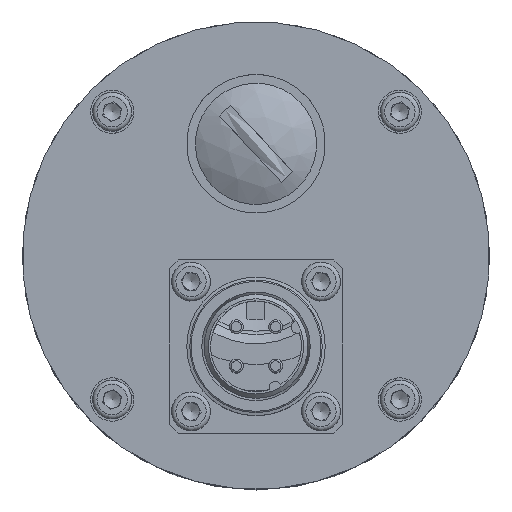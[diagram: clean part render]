
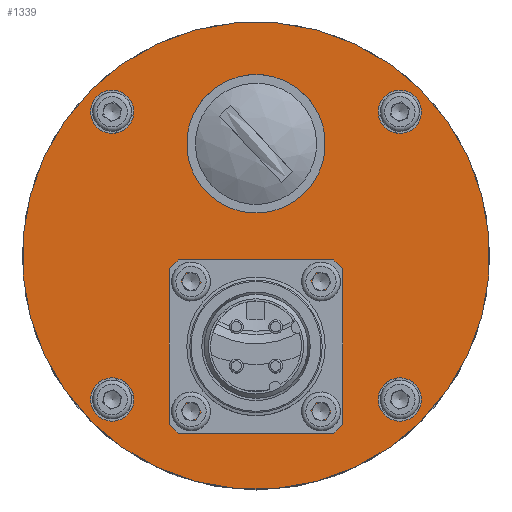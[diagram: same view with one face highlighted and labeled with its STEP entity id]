
A CAD part, top view. The second image highlights one B-rep face of the part: STEP entity #1339.
In plain terms, the highlighted planar face has unit normal (0, 0, 1).
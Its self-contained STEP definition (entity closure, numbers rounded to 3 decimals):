
#26 = ORIENTED_EDGE ( 'NONE', *, *, #67, .F. ) ;
#37 = DIRECTION ( 'NONE',  ( 0., 0., 1. ) ) ;
#41 = CARTESIAN_POINT ( 'NONE',  ( -6.775, -3.725, 23. ) ) ;
#55 = EDGE_LOOP ( 'NONE', ( #816 ) ) ;
#67 = EDGE_CURVE ( 'NONE', #2248, #2248, #4563, .T. ) ;
#135 = ORIENTED_EDGE ( 'NONE', *, *, #4430, .F. ) ;
#214 = EDGE_LOOP ( 'NONE', ( #773 ) ) ;
#216 = DIRECTION ( 'NONE',  ( 0.707, -0.707, 0. ) ) ;
#239 = ORIENTED_EDGE ( 'NONE', *, *, #2982, .F. ) ;
#244 = CARTESIAN_POINT ( 'NONE',  ( 0., 0., 23. ) ) ;
#278 = VERTEX_POINT ( 'NONE', #429 ) ;
#290 = ORIENTED_EDGE ( 'NONE', *, *, #589, .F. ) ;
#416 = CIRCLE ( 'NONE', #626, 2.5 ) ;
#421 = CARTESIAN_POINT ( 'NONE',  ( 19.092, 19.092, 23. ) ) ;
#429 = CARTESIAN_POINT ( 'NONE',  ( 19.092, -19.092, 23. ) ) ;
#464 = DIRECTION ( 'NONE',  ( 0., 0., -1. ) ) ;
#470 = ORIENTED_EDGE ( 'NONE', *, *, #2108, .F. ) ;
#486 = DIRECTION ( 'NONE',  ( -0.707, 0.707, 0. ) ) ;
#520 = CARTESIAN_POINT ( 'NONE',  ( -16.617, -16.617, 23. ) ) ;
#531 = ORIENTED_EDGE ( 'NONE', *, *, #2502, .F. ) ;
#589 = EDGE_CURVE ( 'NONE', #1853, #1853, #3970, .T. ) ;
#608 = DIRECTION ( 'NONE',  ( 0.707, -0.707, 0. ) ) ;
#613 = CARTESIAN_POINT ( 'NONE',  ( 5.657, 7.263, 23. ) ) ;
#621 = AXIS2_PLACEMENT_3D ( 'NONE', #4512, #2076, #2417 ) ;
#626 = AXIS2_PLACEMENT_3D ( 'NONE', #3091, #1013, #3441 ) ;
#637 = ORIENTED_EDGE ( 'NONE', *, *, #2579, .F. ) ;
#650 = CIRCLE ( 'NONE', #1300, 1.025 ) ;
#676 = CARTESIAN_POINT ( 'NONE',  ( -7.5, -3., 23. ) ) ;
#711 = ORIENTED_EDGE ( 'NONE', *, *, #2440, .F. ) ;
#773 = ORIENTED_EDGE ( 'NONE', *, *, #2295, .F. ) ;
#816 = ORIENTED_EDGE ( 'NONE', *, *, #1211, .F. ) ;
#882 = DIRECTION ( 'NONE',  ( 0.707, -0.707, 0. ) ) ;
#964 = VERTEX_POINT ( 'NONE', #4259 ) ;
#1003 = CARTESIAN_POINT ( 'NONE',  ( 5.374, -15.874, 23. ) ) ;
#1013 = DIRECTION ( 'NONE',  ( 0., 0., 1. ) ) ;
#1027 = DIRECTION ( 'NONE',  ( 0.707, -0.707, 0. ) ) ;
#1211 = EDGE_CURVE ( 'NONE', #2557, #2557, #4535, .T. ) ;
#1288 = AXIS2_PLACEMENT_3D ( 'NONE', #2047, #4490, #2392 ) ;
#1300 = AXIS2_PLACEMENT_3D ( 'NONE', #3921, #1839, #4287 ) ;
#1339 = ADVANCED_FACE ( 'NONE', ( #3589, #1427, #3534, #3479, #3409, #3407, #3356, #3305, #3303, #3260, #3253 ), #2254, .F. ) ;
#1385 = DIRECTION ( 'NONE',  ( 0., 0., 1. ) ) ;
#1424 = AXIS2_PLACEMENT_3D ( 'NONE', #520, #2961, #882 ) ;
#1427 = FACE_BOUND ( 'NONE', #214, .T. ) ;
#1490 = CIRCLE ( 'NONE', #1855, 2.5 ) ;
#1534 = EDGE_LOOP ( 'NONE', ( #290 ) ) ;
#1637 = EDGE_LOOP ( 'NONE', ( #470 ) ) ;
#1638 = AXIS2_PLACEMENT_3D ( 'NONE', #2784, #3032, #3061 ) ;
#1705 = CARTESIAN_POINT ( 'NONE',  ( 18.385, -18.385, 23. ) ) ;
#1805 = EDGE_LOOP ( 'NONE', ( #4543 ) ) ;
#1817 = CARTESIAN_POINT ( 'NONE',  ( 8.225, -18.725, 23. ) ) ;
#1839 = DIRECTION ( 'NONE',  ( 0., 0., 1. ) ) ;
#1853 = VERTEX_POINT ( 'NONE', #1705 ) ;
#1855 = AXIS2_PLACEMENT_3D ( 'NONE', #3449, #1385, #3820 ) ;
#1878 = CARTESIAN_POINT ( 'NONE',  ( -14.849, -18.385, 23. ) ) ;
#1912 = VERTEX_POINT ( 'NONE', #1817 ) ;
#1969 = EDGE_LOOP ( 'NONE', ( #531 ) ) ;
#1992 = AXIS2_PLACEMENT_3D ( 'NONE', #676, #3103, #1027 ) ;
#2020 = VERTEX_POINT ( 'NONE', #3182 ) ;
#2047 = CARTESIAN_POINT ( 'NONE',  ( -7.5, -18., 23. ) ) ;
#2076 = DIRECTION ( 'NONE',  ( 0., 0., 1. ) ) ;
#2108 = EDGE_CURVE ( 'NONE', #3975, #3975, #1490, .T. ) ;
#2196 = CIRCLE ( 'NONE', #1424, 2.5 ) ;
#2248 = VERTEX_POINT ( 'NONE', #613 ) ;
#2254 = PLANE ( 'NONE',  #2976 ) ;
#2295 = EDGE_CURVE ( 'NONE', #2020, #2020, #650, .T. ) ;
#2352 = DIRECTION ( 'NONE',  ( 0., 0., 1. ) ) ;
#2392 = DIRECTION ( 'NONE',  ( 0.707, -0.707, 0. ) ) ;
#2399 = EDGE_LOOP ( 'NONE', ( #637 ) ) ;
#2417 = DIRECTION ( 'NONE',  ( 0.707, -0.707, 0. ) ) ;
#2440 = EDGE_CURVE ( 'NONE', #1912, #1912, #4441, .T. ) ;
#2463 = EDGE_LOOP ( 'NONE', ( #711 ) ) ;
#2501 = VERTEX_POINT ( 'NONE', #4278 ) ;
#2502 = EDGE_CURVE ( 'NONE', #964, #964, #3221, .T. ) ;
#2557 = VERTEX_POINT ( 'NONE', #1003 ) ;
#2575 = CIRCLE ( 'NONE', #1992, 1.025 ) ;
#2579 = EDGE_CURVE ( 'NONE', #3640, #3640, #2575, .T. ) ;
#2703 = DIRECTION ( 'NONE',  ( 0., 0., 1. ) ) ;
#2784 = CARTESIAN_POINT ( 'NONE',  ( 16.617, -16.617, 23. ) ) ;
#2859 = CIRCLE ( 'NONE', #3806, 27. ) ;
#2961 = DIRECTION ( 'NONE',  ( 0., 0., 1. ) ) ;
#2976 = AXIS2_PLACEMENT_3D ( 'NONE', #421, #464, #486 ) ;
#2982 = EDGE_CURVE ( 'NONE', #2501, #2501, #416, .T. ) ;
#3032 = DIRECTION ( 'NONE',  ( 0., 0., 1. ) ) ;
#3061 = DIRECTION ( 'NONE',  ( 0.707, -0.707, 0. ) ) ;
#3091 = CARTESIAN_POINT ( 'NONE',  ( -16.617, 16.617, 23. ) ) ;
#3103 = DIRECTION ( 'NONE',  ( 0., 0., 1. ) ) ;
#3182 = CARTESIAN_POINT ( 'NONE',  ( 8.225, -3.725, 23. ) ) ;
#3221 = CIRCLE ( 'NONE', #1288, 1.025 ) ;
#3227 = AXIS2_PLACEMENT_3D ( 'NONE', #4439, #2352, #216 ) ;
#3253 = FACE_OUTER_BOUND ( 'NONE', #1805, .T. ) ;
#3260 = FACE_BOUND ( 'NONE', #3699, .T. ) ;
#3281 = DIRECTION ( 'NONE',  ( 0.707, -0.707, 0. ) ) ;
#3303 = FACE_BOUND ( 'NONE', #3819, .T. ) ;
#3305 = FACE_BOUND ( 'NONE', #4325, .T. ) ;
#3356 = FACE_BOUND ( 'NONE', #1534, .T. ) ;
#3407 = FACE_BOUND ( 'NONE', #1637, .T. ) ;
#3409 = FACE_BOUND ( 'NONE', #1969, .T. ) ;
#3441 = DIRECTION ( 'NONE',  ( 0.707, -0.707, 0. ) ) ;
#3449 = CARTESIAN_POINT ( 'NONE',  ( 16.617, 16.617, 23. ) ) ;
#3467 = VERTEX_POINT ( 'NONE', #1878 ) ;
#3479 = FACE_BOUND ( 'NONE', #2399, .T. ) ;
#3534 = FACE_BOUND ( 'NONE', #2463, .T. ) ;
#3589 = FACE_BOUND ( 'NONE', #55, .T. ) ;
#3640 = VERTEX_POINT ( 'NONE', #41 ) ;
#3699 = EDGE_LOOP ( 'NONE', ( #26 ) ) ;
#3726 = EDGE_CURVE ( 'NONE', #278, #278, #2859, .T. ) ;
#3784 = AXIS2_PLACEMENT_3D ( 'NONE', #4514, #37, #3281 ) ;
#3806 = AXIS2_PLACEMENT_3D ( 'NONE', #244, #2703, #608 ) ;
#3819 = EDGE_LOOP ( 'NONE', ( #135 ) ) ;
#3820 = DIRECTION ( 'NONE',  ( 0.707, -0.707, 0. ) ) ;
#3921 = CARTESIAN_POINT ( 'NONE',  ( 7.5, -3., 23. ) ) ;
#3970 = CIRCLE ( 'NONE', #1638, 2.5 ) ;
#3975 = VERTEX_POINT ( 'NONE', #4176 ) ;
#4176 = CARTESIAN_POINT ( 'NONE',  ( 18.385, 14.849, 23. ) ) ;
#4259 = CARTESIAN_POINT ( 'NONE',  ( -6.775, -18.725, 23. ) ) ;
#4278 = CARTESIAN_POINT ( 'NONE',  ( -14.849, 14.849, 23. ) ) ;
#4287 = DIRECTION ( 'NONE',  ( 0.707, -0.707, 0. ) ) ;
#4325 = EDGE_LOOP ( 'NONE', ( #239 ) ) ;
#4430 = EDGE_CURVE ( 'NONE', #3467, #3467, #2196, .T. ) ;
#4439 = CARTESIAN_POINT ( 'NONE',  ( 7.5, -18., 23. ) ) ;
#4441 = CIRCLE ( 'NONE', #3227, 1.025 ) ;
#4490 = DIRECTION ( 'NONE',  ( 0., 0., 1. ) ) ;
#4512 = CARTESIAN_POINT ( 'NONE',  ( 0., 12.92, 23. ) ) ;
#4514 = CARTESIAN_POINT ( 'NONE',  ( 0., -10.5, 23. ) ) ;
#4535 = CIRCLE ( 'NONE', #3784, 7.6 ) ;
#4543 = ORIENTED_EDGE ( 'NONE', *, *, #3726, .T. ) ;
#4563 = CIRCLE ( 'NONE', #621, 8. ) ;
